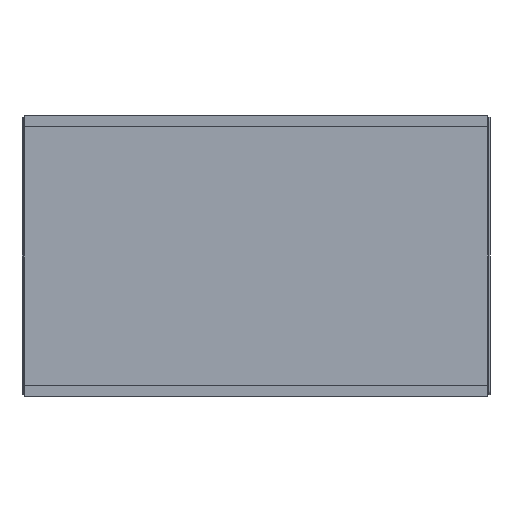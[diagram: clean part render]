
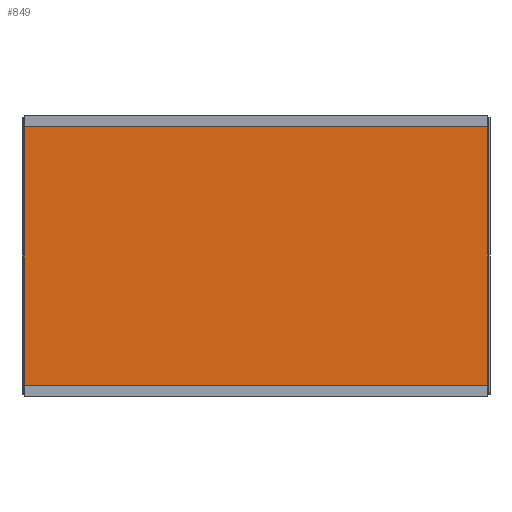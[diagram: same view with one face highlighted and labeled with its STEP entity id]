
A CAD part, front view. The second image highlights one B-rep face of the part: STEP entity #849.
In plain terms, the highlighted planar face has unit normal (0, -1, 0).
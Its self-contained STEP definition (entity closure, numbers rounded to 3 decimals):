
#36 = EDGE_CURVE ( 'NONE', #1355, #1519, #120, .T. ) ;
#72 = CARTESIAN_POINT ( 'NONE',  ( -250.5, -1.5, 139.54 ) ) ;
#120 = LINE ( 'NONE', #199, #1416 ) ;
#142 = DIRECTION ( 'NONE',  ( 0., -1., 0. ) ) ;
#199 = CARTESIAN_POINT ( 'NONE',  ( 0., -1.5, 139.54 ) ) ;
#228 = VERTEX_POINT ( 'NONE', #2529 ) ;
#315 = CARTESIAN_POINT ( 'NONE',  ( -250.5, -1.5, -139.54 ) ) ;
#368 = LINE ( 'NONE', #1629, #1338 ) ;
#462 = VERTEX_POINT ( 'NONE', #315 ) ;
#849 = ADVANCED_FACE ( 'NONE', ( #1440 ), #2408, .T. ) ;
#903 = ORIENTED_EDGE ( 'NONE', *, *, #36, .F. ) ;
#912 = CARTESIAN_POINT ( 'NONE',  ( 250.5, -1.5, 150. ) ) ;
#1096 = ORIENTED_EDGE ( 'NONE', *, *, #2455, .F. ) ;
#1097 = EDGE_CURVE ( 'NONE', #462, #1355, #368, .T. ) ;
#1149 = LINE ( 'NONE', #1188, #2567 ) ;
#1188 = CARTESIAN_POINT ( 'NONE',  ( 0., -1.5, -139.54 ) ) ;
#1192 = AXIS2_PLACEMENT_3D ( 'NONE', #1575, #142, #1587 ) ;
#1241 = EDGE_LOOP ( 'NONE', ( #1752, #1096, #903, #2487 ) ) ;
#1338 = VECTOR ( 'NONE', #2630, 1000. ) ;
#1355 = VERTEX_POINT ( 'NONE', #72 ) ;
#1366 = CARTESIAN_POINT ( 'NONE',  ( 250.5, -1.5, 139.54 ) ) ;
#1397 = DIRECTION ( 'NONE',  ( -1., 0., 0. ) ) ;
#1416 = VECTOR ( 'NONE', #2471, 1000. ) ;
#1440 = FACE_OUTER_BOUND ( 'NONE', #1241, .T. ) ;
#1519 = VERTEX_POINT ( 'NONE', #1366 ) ;
#1575 = CARTESIAN_POINT ( 'NONE',  ( 0., -1.5, 0. ) ) ;
#1587 = DIRECTION ( 'NONE',  ( 0., 0., -1. ) ) ;
#1629 = CARTESIAN_POINT ( 'NONE',  ( -250.5, -1.5, 150. ) ) ;
#1658 = EDGE_CURVE ( 'NONE', #228, #462, #1149, .T. ) ;
#1752 = ORIENTED_EDGE ( 'NONE', *, *, #1658, .F. ) ;
#2396 = LINE ( 'NONE', #912, #2431 ) ;
#2408 = PLANE ( 'NONE',  #1192 ) ;
#2431 = VECTOR ( 'NONE', #2590, 1000. ) ;
#2455 = EDGE_CURVE ( 'NONE', #1519, #228, #2396, .T. ) ;
#2471 = DIRECTION ( 'NONE',  ( 1., 0., 0. ) ) ;
#2487 = ORIENTED_EDGE ( 'NONE', *, *, #1097, .F. ) ;
#2529 = CARTESIAN_POINT ( 'NONE',  ( 250.5, -1.5, -139.54 ) ) ;
#2567 = VECTOR ( 'NONE', #1397, 1000. ) ;
#2590 = DIRECTION ( 'NONE',  ( 0., 0., -1. ) ) ;
#2630 = DIRECTION ( 'NONE',  ( 0., 0., 1. ) ) ;
